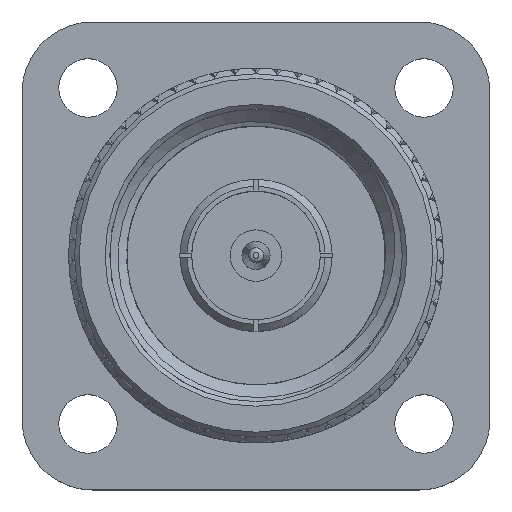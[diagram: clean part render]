
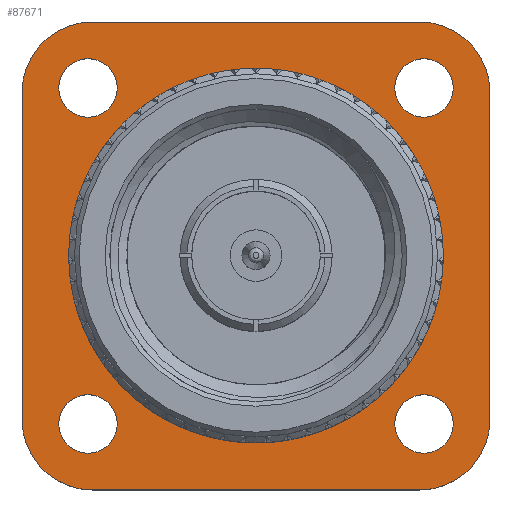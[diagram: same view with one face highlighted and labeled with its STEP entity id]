
A CAD part, top view. The second image highlights one B-rep face of the part: STEP entity #87671.
In plain terms, the highlighted planar face has unit normal (0, 0, 1).
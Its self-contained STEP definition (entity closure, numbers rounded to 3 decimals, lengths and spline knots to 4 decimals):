
#265 = DIRECTION ( 'NONE',  ( 0., 0., 1. ) ) ;
#912 = EDGE_CURVE ( 'NONE', #61864, #80492, #73184, .T. ) ;
#1674 = EDGE_LOOP ( 'NONE', ( #30487 ) ) ;
#2591 = AXIS2_PLACEMENT_3D ( 'NONE', #81499, #265, #13627 ) ;
#2750 = ORIENTED_EDGE ( 'NONE', *, *, #912, .T. ) ;
#3217 = CARTESIAN_POINT ( 'NONE',  ( 0., 0., 0. ) ) ;
#3567 = ORIENTED_EDGE ( 'NONE', *, *, #28749, .F. ) ;
#3794 = EDGE_LOOP ( 'NONE', ( #2750, #57991, #30123, #29002, #5534, #19502, #69348, #36435 ) ) ;
#4213 = EDGE_LOOP ( 'NONE', ( #12040 ) ) ;
#5534 = ORIENTED_EDGE ( 'NONE', *, *, #50454, .T. ) ;
#5730 = FACE_BOUND ( 'NONE', #50060, .T. ) ;
#6544 = VECTOR ( 'NONE', #44932, 39.3701 ) ;
#8304 = CIRCLE ( 'NONE', #36638, 0.0625 ) ;
#8363 = CIRCLE ( 'NONE', #66469, 0.0625 ) ;
#9040 = DIRECTION ( 'NONE',  ( -1., 0., 0. ) ) ;
#9453 = VERTEX_POINT ( 'NONE', #20738 ) ;
#9618 = CARTESIAN_POINT ( 'NONE',  ( 0.5, -0.5, 0. ) ) ;
#9696 = CARTESIAN_POINT ( 'NONE',  ( -0.3481, 0., 0. ) ) ;
#10892 = EDGE_CURVE ( 'NONE', #36938, #42975, #77250, .T. ) ;
#11451 = DIRECTION ( 'NONE',  ( 1., 0., 0. ) ) ;
#12040 = ORIENTED_EDGE ( 'NONE', *, *, #84012, .F. ) ;
#12282 = EDGE_CURVE ( 'NONE', #39027, #61864, #72971, .T. ) ;
#12409 = CARTESIAN_POINT ( 'NONE',  ( 0.5, 0.35, 0. ) ) ;
#12413 = CARTESIAN_POINT ( 'NONE',  ( -0.5, -0.5, 0. ) ) ;
#12509 = CARTESIAN_POINT ( 'NONE',  ( 0.35, -0.5, 0. ) ) ;
#12768 = DIRECTION ( 'NONE',  ( 0., 0., 1. ) ) ;
#13627 = DIRECTION ( 'NONE',  ( -1., 0., 0. ) ) ;
#13965 = CIRCLE ( 'NONE', #2591, 0.15 ) ;
#14610 = AXIS2_PLACEMENT_3D ( 'NONE', #86464, #58978, #25678 ) ;
#14861 = AXIS2_PLACEMENT_3D ( 'NONE', #57872, #64067, #52069 ) ;
#17198 = CARTESIAN_POINT ( 'NONE',  ( 0.4215, -0.359, 0. ) ) ;
#17742 = DIRECTION ( 'NONE',  ( -1., 0., 0. ) ) ;
#19502 = ORIENTED_EDGE ( 'NONE', *, *, #10892, .T. ) ;
#20293 = CIRCLE ( 'NONE', #14610, 0.0625 ) ;
#20662 = CIRCLE ( 'NONE', #32011, 0.0625 ) ;
#20738 = CARTESIAN_POINT ( 'NONE',  ( 0.5, -0.35, 0. ) ) ;
#23002 = CARTESIAN_POINT ( 'NONE',  ( 0.4215, 0.359, 0. ) ) ;
#24498 = CARTESIAN_POINT ( 'NONE',  ( -0.359, -0.359, 0. ) ) ;
#24868 = CARTESIAN_POINT ( 'NONE',  ( 0., 0., 0. ) ) ;
#25000 = LINE ( 'NONE', #9618, #6544 ) ;
#25678 = DIRECTION ( 'NONE',  ( 1., 0., 0. ) ) ;
#28749 = EDGE_CURVE ( 'NONE', #55886, #55886, #20293, .T. ) ;
#29002 = ORIENTED_EDGE ( 'NONE', *, *, #82956, .T. ) ;
#29493 = VECTOR ( 'NONE', #81503, 39.3701 ) ;
#30098 = VERTEX_POINT ( 'NONE', #42524 ) ;
#30123 = ORIENTED_EDGE ( 'NONE', *, *, #79622, .T. ) ;
#30318 = DIRECTION ( 'NONE',  ( 0., 0., -1. ) ) ;
#30487 = ORIENTED_EDGE ( 'NONE', *, *, #48171, .F. ) ;
#30538 = VERTEX_POINT ( 'NONE', #9696 ) ;
#32011 = AXIS2_PLACEMENT_3D ( 'NONE', #32749, #73101, #11451 ) ;
#32749 = CARTESIAN_POINT ( 'NONE',  ( -0.359, 0.359, 0. ) ) ;
#34646 = CARTESIAN_POINT ( 'NONE',  ( 0.35, 0.5, 0. ) ) ;
#36435 = ORIENTED_EDGE ( 'NONE', *, *, #12282, .T. ) ;
#36638 = AXIS2_PLACEMENT_3D ( 'NONE', #46461, #12768, #59381 ) ;
#36938 = VERTEX_POINT ( 'NONE', #12409 ) ;
#37372 = DIRECTION ( 'NONE',  ( 1., 0., 0. ) ) ;
#37610 = CARTESIAN_POINT ( 'NONE',  ( -0.35, -0.35, 0. ) ) ;
#38592 = FACE_OUTER_BOUND ( 'NONE', #3794, .T. ) ;
#39026 = FACE_BOUND ( 'NONE', #39218, .T. ) ;
#39027 = VERTEX_POINT ( 'NONE', #56296 ) ;
#39218 = EDGE_LOOP ( 'NONE', ( #61088 ) ) ;
#41546 = CARTESIAN_POINT ( 'NONE',  ( -0.5, -0.5, 0. ) ) ;
#41588 = CARTESIAN_POINT ( 'NONE',  ( -0.5, 0.5, 0. ) ) ;
#42524 = CARTESIAN_POINT ( 'NONE',  ( -0.2965, 0.359, 0. ) ) ;
#42975 = VERTEX_POINT ( 'NONE', #34646 ) ;
#44700 = CARTESIAN_POINT ( 'NONE',  ( -0.5, -0.35, 0. ) ) ;
#44932 = DIRECTION ( 'NONE',  ( 0., 1., 0. ) ) ;
#45007 = AXIS2_PLACEMENT_3D ( 'NONE', #37610, #72194, #51814 ) ;
#45511 = ORIENTED_EDGE ( 'NONE', *, *, #60636, .T. ) ;
#46419 = CIRCLE ( 'NONE', #45007, 0.15 ) ;
#46461 = CARTESIAN_POINT ( 'NONE',  ( 0.359, 0.359, 0. ) ) ;
#48171 = EDGE_CURVE ( 'NONE', #30098, #30098, #20662, .T. ) ;
#48711 = DIRECTION ( 'NONE',  ( -1., 0., 0. ) ) ;
#49205 = VERTEX_POINT ( 'NONE', #23002 ) ;
#50060 = EDGE_LOOP ( 'NONE', ( #3567 ) ) ;
#50454 = EDGE_CURVE ( 'NONE', #9453, #36938, #25000, .T. ) ;
#51814 = DIRECTION ( 'NONE',  ( -1., 0., 0. ) ) ;
#52069 = DIRECTION ( 'NONE',  ( -1., 0., 0. ) ) ;
#52142 = AXIS2_PLACEMENT_3D ( 'NONE', #24868, #52375, #17742 ) ;
#52375 = DIRECTION ( 'NONE',  ( 0., 0., -1. ) ) ;
#52804 = FACE_BOUND ( 'NONE', #4213, .T. ) ;
#53696 = FACE_BOUND ( 'NONE', #76712, .T. ) ;
#55815 = LINE ( 'NONE', #41588, #85835 ) ;
#55836 = DIRECTION ( 'NONE',  ( 0., 0., 1. ) ) ;
#55886 = VERTEX_POINT ( 'NONE', #17198 ) ;
#56258 = DIRECTION ( 'NONE',  ( -1., 0., 0. ) ) ;
#56296 = CARTESIAN_POINT ( 'NONE',  ( -0.35, 0.5, 0. ) ) ;
#57872 = CARTESIAN_POINT ( 'NONE',  ( 0.35, 0.35, 0. ) ) ;
#57964 = CARTESIAN_POINT ( 'NONE',  ( -0.5, 0.35, 0. ) ) ;
#57991 = ORIENTED_EDGE ( 'NONE', *, *, #87143, .T. ) ;
#58978 = DIRECTION ( 'NONE',  ( 0., 0., 1. ) ) ;
#59381 = DIRECTION ( 'NONE',  ( 1., 0., 0. ) ) ;
#59799 = VERTEX_POINT ( 'NONE', #86846 ) ;
#60636 = EDGE_CURVE ( 'NONE', #30538, #30538, #85487, .T. ) ;
#61088 = ORIENTED_EDGE ( 'NONE', *, *, #80524, .F. ) ;
#61864 = VERTEX_POINT ( 'NONE', #57964 ) ;
#64067 = DIRECTION ( 'NONE',  ( 0., 0., 1. ) ) ;
#64312 = VERTEX_POINT ( 'NONE', #81855 ) ;
#66469 = AXIS2_PLACEMENT_3D ( 'NONE', #24498, #77325, #37372 ) ;
#67001 = PLANE ( 'NONE',  #52142 ) ;
#69348 = ORIENTED_EDGE ( 'NONE', *, *, #70010, .T. ) ;
#69511 = LINE ( 'NONE', #41546, #29493 ) ;
#70010 = EDGE_CURVE ( 'NONE', #42975, #39027, #55815, .T. ) ;
#72194 = DIRECTION ( 'NONE',  ( 0., 0., 1. ) ) ;
#72971 = CIRCLE ( 'NONE', #74379, 0.15 ) ;
#73101 = DIRECTION ( 'NONE',  ( 0., 0., 1. ) ) ;
#73184 = LINE ( 'NONE', #12413, #78438 ) ;
#73629 = DIRECTION ( 'NONE',  ( 0., -1., 0. ) ) ;
#73665 = VERTEX_POINT ( 'NONE', #12509 ) ;
#74136 = AXIS2_PLACEMENT_3D ( 'NONE', #3217, #30318, #9040 ) ;
#74379 = AXIS2_PLACEMENT_3D ( 'NONE', #75322, #55836, #48711 ) ;
#75322 = CARTESIAN_POINT ( 'NONE',  ( -0.35, 0.35, 0. ) ) ;
#76712 = EDGE_LOOP ( 'NONE', ( #45511 ) ) ;
#77250 = CIRCLE ( 'NONE', #14861, 0.15 ) ;
#77325 = DIRECTION ( 'NONE',  ( 0., 0., 1. ) ) ;
#78438 = VECTOR ( 'NONE', #73629, 39.3701 ) ;
#79622 = EDGE_CURVE ( 'NONE', #64312, #73665, #69511, .T. ) ;
#80492 = VERTEX_POINT ( 'NONE', #44700 ) ;
#80524 = EDGE_CURVE ( 'NONE', #49205, #49205, #8304, .T. ) ;
#81499 = CARTESIAN_POINT ( 'NONE',  ( 0.35, -0.35, 0. ) ) ;
#81503 = DIRECTION ( 'NONE',  ( 1., 0., 0. ) ) ;
#81855 = CARTESIAN_POINT ( 'NONE',  ( -0.35, -0.5, 0. ) ) ;
#82956 = EDGE_CURVE ( 'NONE', #73665, #9453, #13965, .T. ) ;
#84012 = EDGE_CURVE ( 'NONE', #59799, #59799, #8363, .T. ) ;
#85487 = CIRCLE ( 'NONE', #74136, 0.3481 ) ;
#85643 = FACE_BOUND ( 'NONE', #1674, .T. ) ;
#85835 = VECTOR ( 'NONE', #56258, 39.3701 ) ;
#86464 = CARTESIAN_POINT ( 'NONE',  ( 0.359, -0.359, 0. ) ) ;
#86846 = CARTESIAN_POINT ( 'NONE',  ( -0.2965, -0.359, 0. ) ) ;
#87143 = EDGE_CURVE ( 'NONE', #80492, #64312, #46419, .T. ) ;
#87671 = ADVANCED_FACE ( 'NONE', ( #53696, #52804, #5730, #39026, #85643, #38592 ), #67001, .F. ) ;
